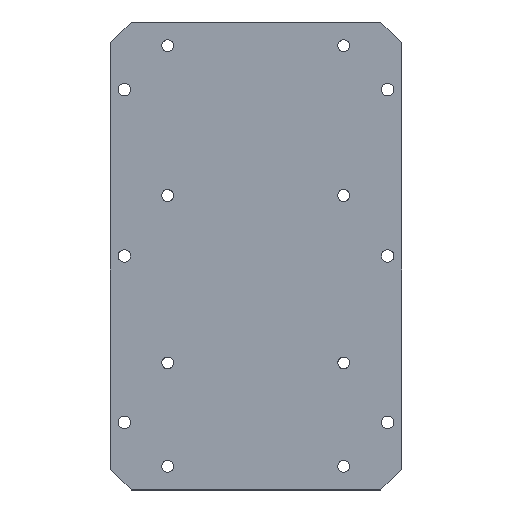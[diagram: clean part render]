
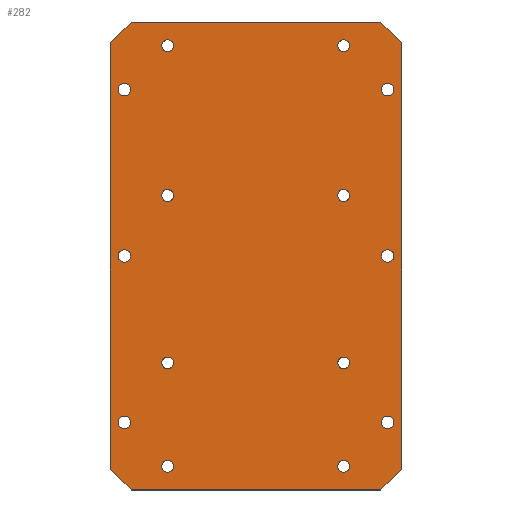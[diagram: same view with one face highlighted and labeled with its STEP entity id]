
A CAD part, top view. The second image highlights one B-rep face of the part: STEP entity #282.
In plain terms, the highlighted planar face has unit normal (0, 0, 1).
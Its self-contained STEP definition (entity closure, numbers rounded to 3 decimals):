
#282=ADVANCED_FACE('',(#562,#564,#566,#568,#570,#572,#574,#576,#578,#580,#582,#584,
#586,#588,#590),#592,.F.);
#562=FACE_BOUND('',#563,.T.);
#563=EDGE_LOOP('',(#720,#721,#722,#723,#724,#725,#726,#727));
#564=FACE_BOUND('',#565,.T.);
#565=EDGE_LOOP('',(#728));
#566=FACE_BOUND('',#567,.T.);
#567=EDGE_LOOP('',(#729));
#568=FACE_BOUND('',#569,.T.);
#569=EDGE_LOOP('',(#730));
#570=FACE_BOUND('',#571,.T.);
#571=EDGE_LOOP('',(#731));
#572=FACE_BOUND('',#573,.T.);
#573=EDGE_LOOP('',(#732));
#574=FACE_BOUND('',#575,.T.);
#575=EDGE_LOOP('',(#733));
#576=FACE_BOUND('',#577,.T.);
#577=EDGE_LOOP('',(#734));
#578=FACE_BOUND('',#579,.T.);
#579=EDGE_LOOP('',(#735));
#580=FACE_BOUND('',#581,.T.);
#581=EDGE_LOOP('',(#736));
#582=FACE_BOUND('',#583,.T.);
#583=EDGE_LOOP('',(#737));
#584=FACE_BOUND('',#585,.T.);
#585=EDGE_LOOP('',(#738));
#586=FACE_BOUND('',#587,.T.);
#587=EDGE_LOOP('',(#739));
#588=FACE_BOUND('',#589,.T.);
#589=EDGE_LOOP('',(#740));
#590=FACE_BOUND('',#591,.T.);
#591=EDGE_LOOP('',(#741));
#592=PLANE('',#593);
#593=AXIS2_PLACEMENT_3D('',#594,#595,#596);
#594=CARTESIAN_POINT('',(0.,135.,4.));
#595=DIRECTION('',(0.,0.,-1.));
#596=DIRECTION('',(-1.,0.,0.));
#720=ORIENTED_EDGE('',*,*,#830,.T.);
#721=ORIENTED_EDGE('',*,*,#832,.T.);
#722=ORIENTED_EDGE('',*,*,#816,.T.);
#723=ORIENTED_EDGE('',*,*,#833,.T.);
#724=ORIENTED_EDGE('',*,*,#822,.T.);
#725=ORIENTED_EDGE('',*,*,#834,.T.);
#726=ORIENTED_EDGE('',*,*,#826,.T.);
#727=ORIENTED_EDGE('',*,*,#835,.T.);
#728=ORIENTED_EDGE('',*,*,#780,.F.);
#729=ORIENTED_EDGE('',*,*,#782,.F.);
#730=ORIENTED_EDGE('',*,*,#784,.F.);
#731=ORIENTED_EDGE('',*,*,#786,.F.);
#732=ORIENTED_EDGE('',*,*,#788,.F.);
#733=ORIENTED_EDGE('',*,*,#790,.F.);
#734=ORIENTED_EDGE('',*,*,#794,.T.);
#735=ORIENTED_EDGE('',*,*,#797,.T.);
#736=ORIENTED_EDGE('',*,*,#800,.T.);
#737=ORIENTED_EDGE('',*,*,#803,.T.);
#738=ORIENTED_EDGE('',*,*,#806,.T.);
#739=ORIENTED_EDGE('',*,*,#809,.T.);
#740=ORIENTED_EDGE('',*,*,#812,.T.);
#741=ORIENTED_EDGE('',*,*,#815,.T.);
#780=EDGE_CURVE('',#840,#840,#841,.T.);
#782=EDGE_CURVE('',#844,#844,#845,.T.);
#784=EDGE_CURVE('',#848,#848,#849,.T.);
#786=EDGE_CURVE('',#852,#852,#853,.T.);
#788=EDGE_CURVE('',#856,#856,#857,.T.);
#790=EDGE_CURVE('',#860,#860,#861,.T.);
#794=EDGE_CURVE('',#868,#868,#869,.T.);
#797=EDGE_CURVE('',#874,#874,#875,.T.);
#800=EDGE_CURVE('',#880,#880,#881,.T.);
#803=EDGE_CURVE('',#886,#886,#887,.T.);
#806=EDGE_CURVE('',#892,#892,#893,.T.);
#809=EDGE_CURVE('',#898,#898,#899,.T.);
#812=EDGE_CURVE('',#904,#904,#905,.T.);
#815=EDGE_CURVE('',#910,#910,#911,.T.);
#816=EDGE_CURVE('',#912,#913,#914,.T.);
#822=EDGE_CURVE('',#925,#923,#926,.T.);
#826=EDGE_CURVE('',#933,#931,#934,.T.);
#830=EDGE_CURVE('',#941,#939,#942,.T.);
#832=EDGE_CURVE('',#939,#912,#944,.T.);
#833=EDGE_CURVE('',#913,#925,#945,.T.);
#834=EDGE_CURVE('',#923,#933,#946,.T.);
#835=EDGE_CURVE('',#931,#941,#947,.T.);
#840=VERTEX_POINT('',#952);
#841=CIRCLE('',#953,1.8);
#844=VERTEX_POINT('',#962);
#845=CIRCLE('',#963,1.8);
#848=VERTEX_POINT('',#972);
#849=CIRCLE('',#973,1.8);
#852=VERTEX_POINT('',#982);
#853=CIRCLE('',#983,1.8);
#856=VERTEX_POINT('',#992);
#857=CIRCLE('',#993,1.8);
#860=VERTEX_POINT('',#1002);
#861=CIRCLE('',#1003,1.8);
#868=VERTEX_POINT('',#1123);
#869=CIRCLE('',#1124,1.7);
#874=VERTEX_POINT('',#1239);
#875=CIRCLE('',#1240,1.7);
#880=VERTEX_POINT('',#1355);
#881=CIRCLE('',#1356,1.7);
#886=VERTEX_POINT('',#1471);
#887=CIRCLE('',#1472,1.7);
#892=VERTEX_POINT('',#1587);
#893=CIRCLE('',#1588,1.7);
#898=VERTEX_POINT('',#1703);
#899=CIRCLE('',#1704,1.7);
#904=VERTEX_POINT('',#1819);
#905=CIRCLE('',#1820,1.7);
#910=VERTEX_POINT('',#1935);
#911=CIRCLE('',#1936,1.7);
#912=VERTEX_POINT('',#1940);
#913=VERTEX_POINT('',#1941);
#914=LINE('',#1942,#1943);
#923=VERTEX_POINT('',#1961);
#925=VERTEX_POINT('',#1965);
#926=LINE('',#1966,#1967);
#931=VERTEX_POINT('',#1977);
#933=VERTEX_POINT('',#1981);
#934=LINE('',#1982,#1983);
#939=VERTEX_POINT('',#1993);
#941=VERTEX_POINT('',#1997);
#942=LINE('',#1998,#1999);
#944=LINE('',#2004,#2005);
#945=LINE('',#2007,#2008);
#946=LINE('',#2010,#2011);
#947=LINE('',#2013,#2014);
#952=CARTESIAN_POINT('',(5.8,115.5,4.));
#953=AXIS2_PLACEMENT_3D('',#954,#955,#956);
#954=CARTESIAN_POINT('',(4.,115.5,4.));
#955=DIRECTION('',(0.,0.,1.));
#956=DIRECTION('',(-1.,0.,0.));
#962=CARTESIAN_POINT('',(81.8,115.5,4.));
#963=AXIS2_PLACEMENT_3D('',#964,#965,#966);
#964=CARTESIAN_POINT('',(80.,115.5,4.));
#965=DIRECTION('',(0.,0.,1.));
#966=DIRECTION('',(-1.,0.,0.));
#972=CARTESIAN_POINT('',(5.8,67.5,4.));
#973=AXIS2_PLACEMENT_3D('',#974,#975,#976);
#974=CARTESIAN_POINT('',(4.,67.5,4.));
#975=DIRECTION('',(0.,0.,1.));
#976=DIRECTION('',(-1.,0.,0.));
#982=CARTESIAN_POINT('',(5.8,19.5,4.));
#983=AXIS2_PLACEMENT_3D('',#984,#985,#986);
#984=CARTESIAN_POINT('',(4.,19.5,4.));
#985=DIRECTION('',(0.,0.,1.));
#986=DIRECTION('',(-1.,0.,0.));
#992=CARTESIAN_POINT('',(81.8,19.5,4.));
#993=AXIS2_PLACEMENT_3D('',#994,#995,#996);
#994=CARTESIAN_POINT('',(80.,19.5,4.));
#995=DIRECTION('',(0.,0.,1.));
#996=DIRECTION('',(-1.,0.,0.));
#1002=CARTESIAN_POINT('',(81.8,67.5,4.));
#1003=AXIS2_PLACEMENT_3D('',#1004,#1005,#1006);
#1004=CARTESIAN_POINT('',(80.,67.5,4.));
#1005=DIRECTION('',(0.,0.,1.));
#1006=DIRECTION('',(-1.,0.,0.));
#1123=CARTESIAN_POINT('',(65.6,6.85,4.));
#1124=AXIS2_PLACEMENT_3D('',#1125,#1126,#1127);
#1125=CARTESIAN_POINT('',(67.3,6.85,4.));
#1126=DIRECTION('',(0.,0.,-1.));
#1127=DIRECTION('',(1.,0.,0.));
#1239=CARTESIAN_POINT('',(65.6,128.15,4.));
#1240=AXIS2_PLACEMENT_3D('',#1241,#1242,#1243);
#1241=CARTESIAN_POINT('',(67.3,128.15,4.));
#1242=DIRECTION('',(0.,0.,-1.));
#1243=DIRECTION('',(1.,0.,0.));
#1355=CARTESIAN_POINT('',(14.8,128.15,4.));
#1356=AXIS2_PLACEMENT_3D('',#1357,#1358,#1359);
#1357=CARTESIAN_POINT('',(16.5,128.15,4.));
#1358=DIRECTION('',(0.,0.,-1.));
#1359=DIRECTION('',(1.,0.,0.));
#1471=CARTESIAN_POINT('',(14.8,6.85,4.));
#1472=AXIS2_PLACEMENT_3D('',#1473,#1474,#1475);
#1473=CARTESIAN_POINT('',(16.5,6.85,4.));
#1474=DIRECTION('',(0.,0.,-1.));
#1475=DIRECTION('',(1.,0.,0.));
#1587=CARTESIAN_POINT('',(14.8,84.95,4.));
#1588=AXIS2_PLACEMENT_3D('',#1589,#1590,#1591);
#1589=CARTESIAN_POINT('',(16.5,84.95,4.));
#1590=DIRECTION('',(0.,0.,-1.));
#1591=DIRECTION('',(1.,0.,0.));
#1703=CARTESIAN_POINT('',(65.6,84.95,4.));
#1704=AXIS2_PLACEMENT_3D('',#1705,#1706,#1707);
#1705=CARTESIAN_POINT('',(67.3,84.95,4.));
#1706=DIRECTION('',(0.,0.,-1.));
#1707=DIRECTION('',(1.,0.,0.));
#1819=CARTESIAN_POINT('',(14.8,36.65,4.));
#1820=AXIS2_PLACEMENT_3D('',#1821,#1822,#1823);
#1821=CARTESIAN_POINT('',(16.5,36.65,4.));
#1822=DIRECTION('',(0.,0.,-1.));
#1823=DIRECTION('',(1.,0.,0.));
#1935=CARTESIAN_POINT('',(65.6,36.65,4.));
#1936=AXIS2_PLACEMENT_3D('',#1937,#1938,#1939);
#1937=CARTESIAN_POINT('',(67.3,36.65,4.));
#1938=DIRECTION('',(0.,0.,-1.));
#1939=DIRECTION('',(1.,0.,0.));
#1940=CARTESIAN_POINT('',(0.,129.,4.));
#1941=CARTESIAN_POINT('',(0.,6.,4.));
#1942=CARTESIAN_POINT('',(0.,129.,4.));
#1943=VECTOR('',#1944,1.);
#1944=DIRECTION('',(0.,-1.,0.));
#1961=CARTESIAN_POINT('',(78.,0.,4.));
#1965=CARTESIAN_POINT('',(6.,0.,4.));
#1966=CARTESIAN_POINT('',(6.,0.,4.));
#1967=VECTOR('',#1968,1.);
#1968=DIRECTION('',(1.,0.,0.));
#1977=CARTESIAN_POINT('',(84.,129.,4.));
#1981=CARTESIAN_POINT('',(84.,6.,4.));
#1982=CARTESIAN_POINT('',(84.,6.,4.));
#1983=VECTOR('',#1984,1.);
#1984=DIRECTION('',(0.,1.,0.));
#1993=CARTESIAN_POINT('',(6.,135.,4.));
#1997=CARTESIAN_POINT('',(78.,135.,4.));
#1998=CARTESIAN_POINT('',(78.,135.,4.));
#1999=VECTOR('',#2000,1.);
#2000=DIRECTION('',(-1.,0.,0.));
#2004=CARTESIAN_POINT('',(6.,135.,4.));
#2005=VECTOR('',#2006,1.);
#2006=DIRECTION('',(-0.707,-0.707,0.));
#2007=CARTESIAN_POINT('',(0.,6.,4.));
#2008=VECTOR('',#2009,1.);
#2009=DIRECTION('',(0.707,-0.707,0.));
#2010=CARTESIAN_POINT('',(78.,0.,4.));
#2011=VECTOR('',#2012,1.);
#2012=DIRECTION('',(0.707,0.707,0.));
#2013=CARTESIAN_POINT('',(84.,129.,4.));
#2014=VECTOR('',#2015,1.);
#2015=DIRECTION('',(-0.707,0.707,0.));
